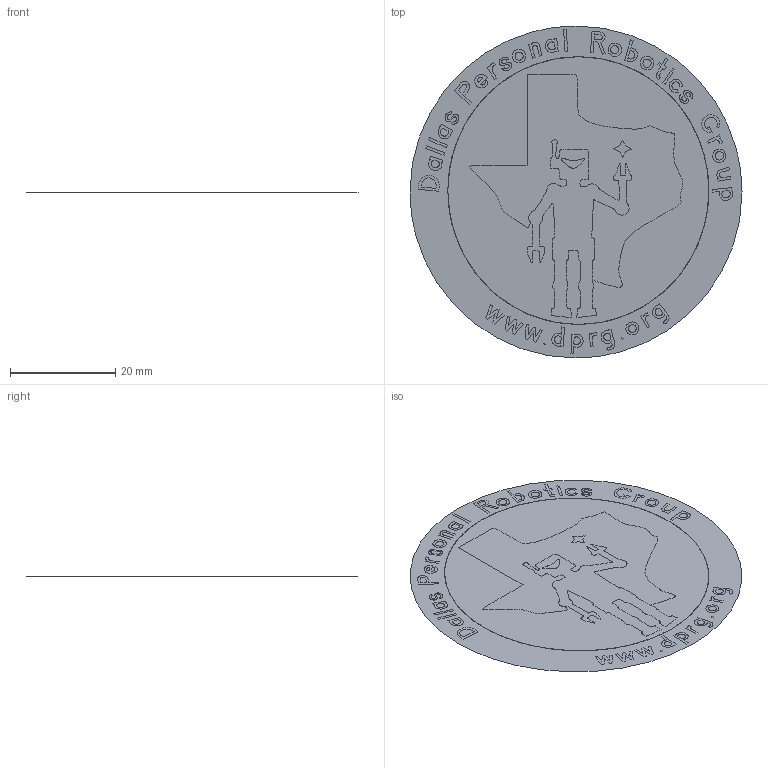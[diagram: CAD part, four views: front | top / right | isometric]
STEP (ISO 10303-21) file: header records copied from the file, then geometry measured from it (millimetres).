
FILE_DESCRIPTION(('STEP AP214'),'1');
FILE_NAME('dprg_logo_SURFACE_MASTER.stp','2015-06-28T00:14:31',(' '),(' '),'Spatial InterOp 3D',' ',' ');
FILE_SCHEMA(('automotive_design'));
Length unit declared in the file: millimetre
Products named in the file (53): dprg_logo_SURFACE_MASTER; Robbie; eyes; circles; inner; outer; Dallas; D; A1; L1; L2; A2; S; words; Personal; P; E; R; S2; O; N; A; L; Robotics; R2; O1; B; O2; T; I; C; S3; Group; G; R3; O3; U; P2; www.dprg.org; w1 ...
Assembly tree (52 placements, depth 4):
  dprg_logo_SURFACE_MASTER
    Robbie
    eyes
    circles
      inner
      outer
    words
      Dallas
        D
        A1
        L1
        L2
        A2
        S
      Personal
        P
        E
        R
        S2
        O
        N
        A
        L
      Robotics
        R2
        O1
        B
        O2
        T
        I
        C
        S3
      Group
        G
        R3
        O3
        U
        P2
      www.dprg.org
        w1
        w2
        w3
        dot1
        d2
        p3
        r4
        g2
        dot2
        o4
        r5
        g3
    texas
    star
Bounding box: 63.12 x 63.12 x 0 mm (x, y, z)
Surface area: 3130 mm2 (no closed solid volume)
Topology: 0 solids, 64 shells, 64 faces, 1286 edges, 1286 vertices
Faces by surface type: plane 64
Entity records: 13924 total; most frequent: CARTESIAN_POINT 2762, DIRECTION 2246, ORIENTED_EDGE 1286, EDGE_CURVE 1286, VERTEX_POINT 1286, AXIS2_PLACEMENT_3D 852, CIRCLE 704, LINE 542
